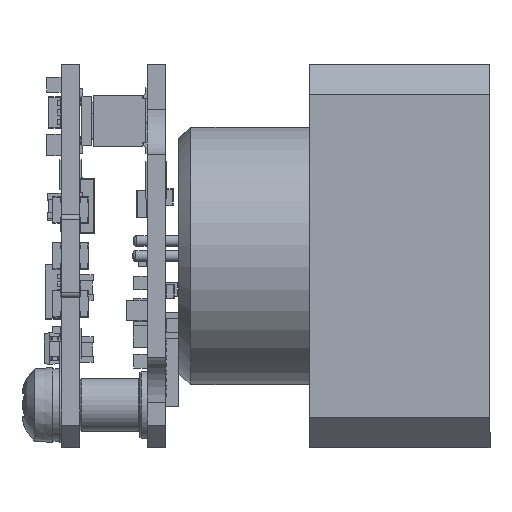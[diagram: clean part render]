
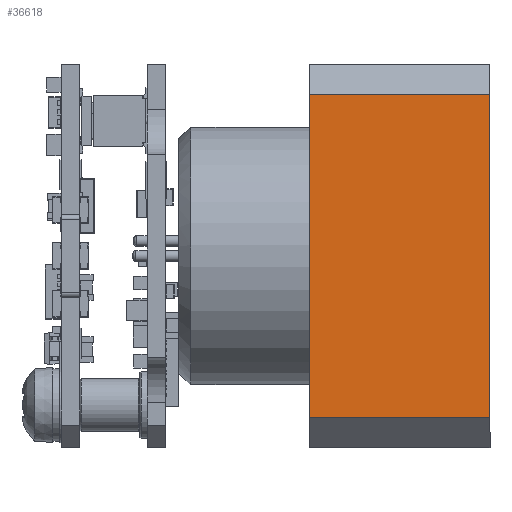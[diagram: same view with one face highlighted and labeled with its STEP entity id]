
A CAD part, left-side view. The second image highlights one B-rep face of the part: STEP entity #36618.
In plain terms, the highlighted planar face has unit normal (-1, 0, 0).
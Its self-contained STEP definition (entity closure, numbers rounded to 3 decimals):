
#4924=LINE('',#58271,#9190);
#4932=LINE('',#58288,#9198);
#4938=LINE('',#58299,#9204);
#4942=LINE('',#58306,#9208);
#9190=VECTOR('',#47910,10.);
#9198=VECTOR('',#47924,10.);
#9204=VECTOR('',#47934,10.);
#9208=VECTOR('',#47944,10.);
#10986=FACE_OUTER_BOUND('',#13089,.T.);
#13089=EDGE_LOOP('',(#31604,#31605,#31606,#31607));
#16933=VERTEX_POINT('',#58268);
#16934=VERTEX_POINT('',#58270);
#16939=VERTEX_POINT('',#58285);
#16940=VERTEX_POINT('',#58287);
#21809=EDGE_CURVE('',#16933,#16934,#4924,.T.);
#21818=EDGE_CURVE('',#16939,#16940,#4932,.T.);
#21824=EDGE_CURVE('',#16934,#16939,#4938,.T.);
#21828=EDGE_CURVE('',#16940,#16933,#4942,.T.);
#31604=ORIENTED_EDGE('',*,*,#21824,.F.);
#31605=ORIENTED_EDGE('',*,*,#21809,.F.);
#31606=ORIENTED_EDGE('',*,*,#21828,.F.);
#31607=ORIENTED_EDGE('',*,*,#21818,.F.);
#33094=PLANE('',#39006);
#36618=ADVANCED_FACE('',(#10986),#33094,.T.);
#39006=AXIS2_PLACEMENT_3D('',#58332,#47972,#47973);
#47910=DIRECTION('',(0.,0.,1.));
#47924=DIRECTION('',(0.,0.,-1.));
#47934=DIRECTION('',(0.,-1.,0.));
#47944=DIRECTION('',(0.,1.,0.));
#47972=DIRECTION('center_axis',(-1.,0.,0.));
#47973=DIRECTION('ref_axis',(0.,0.,
1.));
#58268=CARTESIAN_POINT('',(-10.25,12.,-10.75));
#58270=CARTESIAN_POINT('',(-10.25,12.,10.75));
#58271=CARTESIAN_POINT('',(-10.25,12.,12.75));
#58285=CARTESIAN_POINT('',(-10.25,0.,10.75));
#58287=CARTESIAN_POINT('',(-10.25,0.,-10.75));
#58288=CARTESIAN_POINT('',(-10.25,0.,12.75));
#58299=CARTESIAN_POINT('',(-10.25,0.,10.75));
#58306=CARTESIAN_POINT('',(-10.25,0.,-10.75));
#58332=CARTESIAN_POINT('Origin',(-10.25,0.,-12.75));
